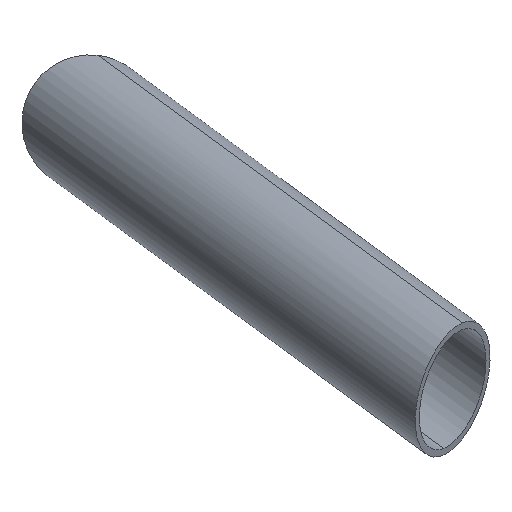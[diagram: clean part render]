
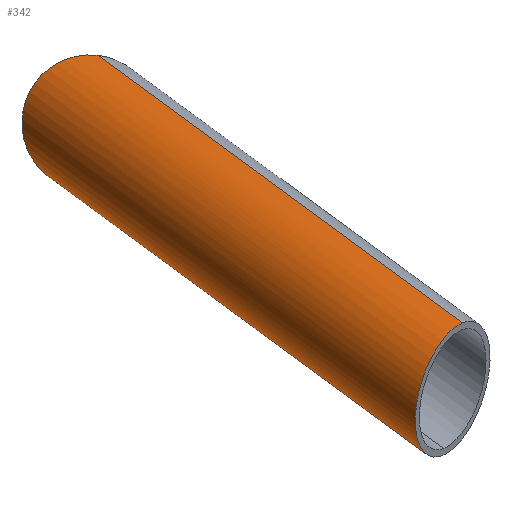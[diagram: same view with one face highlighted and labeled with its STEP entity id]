
A CAD part, front view. The second image highlights one B-rep face of the part: STEP entity #342.
In plain terms, the highlighted cylindrical face has radius 14 mm (diameter 28 mm), a partial arc.
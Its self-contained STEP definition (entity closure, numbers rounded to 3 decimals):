
#207=CARTESIAN_POINT('Vertex',(-1852.013,-297.027,-127.662)) ;
#209=CARTESIAN_POINT('Vertex',(-1847.987,-302.973,-100.338)) ;
#213=CARTESIAN_POINT('Control Point',(-1847.987,-302.973,-100.338)) ;
#214=CARTESIAN_POINT('Control Point',(-1848.766,-304.442,-100.659)) ;
#215=CARTESIAN_POINT('Control Point',(-1849.568,-305.86,-101.166)) ;
#216=CARTESIAN_POINT('Control Point',(-1850.377,-307.202,-101.847)) ;
#217=CARTESIAN_POINT('Control Point',(-1851.824,-309.442,-103.369)) ;
#218=CARTESIAN_POINT('Control Point',(-1853.207,-311.286,-105.387)) ;
#219=CARTESIAN_POINT('Control Point',(-1853.801,-312.015,-106.375)) ;
#220=CARTESIAN_POINT('Control Point',(-1854.779,-313.094,-108.23)) ;
#221=CARTESIAN_POINT('Control Point',(-1855.639,-313.811,-110.299)) ;
#222=CARTESIAN_POINT('Control Point',(-1855.976,-314.043,-111.204)) ;
#223=CARTESIAN_POINT('Control Point',(-1856.566,-314.341,-112.99)) ;
#224=CARTESIAN_POINT('Control Point',(-1857.029,-314.341,-114.836)) ;
#225=CARTESIAN_POINT('Control Point',(-1857.218,-314.269,-115.726)) ;
#226=CARTESIAN_POINT('Control Point',(-1857.535,-313.965,-117.564)) ;
#227=CARTESIAN_POINT('Control Point',(-1857.687,-313.347,-119.343)) ;
#228=CARTESIAN_POINT('Control Point',(-1857.719,-312.945,-120.235)) ;
#229=CARTESIAN_POINT('Control Point',(-1857.69,-311.979,-121.948)) ;
#230=CARTESIAN_POINT('Control Point',(-1857.475,-310.733,-123.456)) ;
#231=CARTESIAN_POINT('Control Point',(-1857.323,-310.045,-124.152)) ;
#232=CARTESIAN_POINT('Control Point',(-1856.922,-308.517,-125.451)) ;
#233=CARTESIAN_POINT('Control Point',(-1856.363,-306.817,-126.445)) ;
#234=CARTESIAN_POINT('Control Point',(-1856.036,-305.905,-126.873)) ;
#235=CARTESIAN_POINT('Control Point',(-1855.286,-303.945,-127.595)) ;
#236=CARTESIAN_POINT('Control Point',(-1854.418,-301.932,-127.951)) ;
#237=CARTESIAN_POINT('Control Point',(-1853.937,-300.876,-128.039)) ;
#238=CARTESIAN_POINT('Control Point',(-1853.264,-299.463,-128.031)) ;
#239=CARTESIAN_POINT('Control Point',(-1852.563,-298.08,-127.859)) ;
#240=CARTESIAN_POINT('Control Point',(-1852.381,-297.727,-127.804)) ;
#241=CARTESIAN_POINT('Control Point',(-1852.197,-297.376,-127.738)) ;
#242=CARTESIAN_POINT('Control Point',(-1852.013,-297.027,-127.662)) ;
#258=CARTESIAN_POINT('Line Origine',(-1890.355,-240.406,-99.518)) ;
#262=CARTESIAN_POINT('Vertex',(-1852.988,-295.588,-126.946)) ;
#265=CARTESIAN_POINT('Line Origine',(-1890.355,-240.406,-99.518)) ;
#269=CARTESIAN_POINT('Vertex',(-1926.426,-187.136,-73.04)) ;
#288=CARTESIAN_POINT('Vertex',(-1923.042,-192.134,-45.246)) ;
#291=CARTESIAN_POINT('Line Origine',(-1884.379,-249.229,-73.625)) ;
#295=CARTESIAN_POINT('Vertex',(-1921.746,-194.047,-46.197)) ;
#298=CARTESIAN_POINT('Line Origine',(-1884.379,-249.229,-73.625)) ;
#312=CARTESIAN_POINT('Axis2P3D Location',(-261174.766,382663.281,190238.165)) ;
#318=CARTESIAN_POINT('Control Point',(-1923.042,-192.134,-45.246)) ;
#319=CARTESIAN_POINT('Control Point',(-1925.347,-192.871,-44.965)) ;
#320=CARTESIAN_POINT('Control Point',(-1927.735,-193.53,-45.159)) ;
#321=CARTESIAN_POINT('Control Point',(-1930.09,-194.07,-45.865)) ;
#322=CARTESIAN_POINT('Control Point',(-1934.301,-194.794,-48.241)) ;
#323=CARTESIAN_POINT('Control Point',(-1937.21,-194.804,-52.158)) ;
#324=CARTESIAN_POINT('Control Point',(-1938.198,-194.622,-54.349)) ;
#325=CARTESIAN_POINT('Control Point',(-1939.176,-193.938,-58.854)) ;
#326=CARTESIAN_POINT('Control Point',(-1938.373,-192.748,-63.281)) ;
#327=CARTESIAN_POINT('Control Point',(-1937.571,-192.074,-65.315)) ;
#328=CARTESIAN_POINT('Control Point',(-1935.353,-190.667,-68.823)) ;
#329=CARTESIAN_POINT('Control Point',(-1932.076,-189.169,-71.305)) ;
#330=CARTESIAN_POINT('Control Point',(-1930.303,-188.453,-72.215)) ;
#331=CARTESIAN_POINT('Control Point',(-1928.394,-187.766,-72.801)) ;
#332=CARTESIAN_POINT('Control Point',(-1926.426,-187.136,-73.04)) ;
#259=DIRECTION('Vector Direction',(0.519,-0.766,-0.381)) ;
#266=DIRECTION('Vector Direction',(0.519,-0.766,-0.381)) ;
#292=DIRECTION('Vector Direction',(0.519,-0.766,-0.381)) ;
#299=DIRECTION('Vector Direction',(0.519,-0.766,-0.381)) ;
#313=DIRECTION('Axis2P3D Direction',(0.519,-0.766,-0.381)) ;
#314=DIRECTION('Axis2P3D XDirection',(0.213,-0.315,0.925)) ;
#315=AXIS2_PLACEMENT_3D('Cylinder Axis2P3D',#312,#313,#314) ;
#335=ORIENTED_EDGE('',*,*,#302,.F.) ;
#336=ORIENTED_EDGE('',*,*,#297,.T.) ;
#337=ORIENTED_EDGE('',*,*,#333,.T.) ;
#338=ORIENTED_EDGE('',*,*,#271,.T.) ;
#339=ORIENTED_EDGE('',*,*,#264,.T.) ;
#340=ORIENTED_EDGE('',*,*,#243,.F.) ;
#260=VECTOR('Line Direction',#259,1.) ;
#267=VECTOR('Line Direction',#266,1.) ;
#293=VECTOR('Line Direction',#292,1.) ;
#300=VECTOR('Line Direction',#299,1.) ;
#342=ADVANCED_FACE('Corps principal',(#341),#316,.T.) ;
#212=B_SPLINE_CURVE_WITH_KNOTS('',5,(#213,#214,#215,#216,#217,#218,#219,#220,#221,#222,#223,#224,#225,#226,#227,#228,#229,#230,#231,#232,#233,#234,#235,#236,#237,#238,#239,#240,#241,#242),.UNSPECIFIED.,.F.,.U.,(6,3,3,3,3,3,3,3,3,6),(0.,11.98,21.568,28.558,34.98,41.858,48.818,56.265,64.455,67.292),.UNSPECIFIED.) ;
#317=B_SPLINE_CURVE_WITH_KNOTS('',5,(#318,#319,#320,#321,#322,#323,#324,#325,#326,#327,#328,#329,#330,#331,#332),.UNSPECIFIED.,.F.,.U.,(6,3,3,3,6),(0.,17.229,33.695,49.503,64.214),.UNSPECIFIED.) ;
#316=CYLINDRICAL_SURFACE('generated cylinder',#315,14.) ;
#243=EDGE_CURVE('',#210,#208,#212,.T.) ;
#264=EDGE_CURVE('',#263,#208,#261,.T.) ;
#271=EDGE_CURVE('',#270,#263,#268,.T.) ;
#297=EDGE_CURVE('',#296,#289,#294,.F.) ;
#302=EDGE_CURVE('',#296,#210,#301,.T.) ;
#333=EDGE_CURVE('',#289,#270,#317,.T.) ;
#334=EDGE_LOOP('',(#335,#336,#337,#338,#339,#340)) ;
#341=FACE_OUTER_BOUND('',#334,.T.) ;
#261=LINE('Line',#258,#260) ;
#268=LINE('Line',#265,#267) ;
#294=LINE('Line',#291,#293) ;
#301=LINE('Line',#298,#300) ;
#208=VERTEX_POINT('',#207) ;
#210=VERTEX_POINT('',#209) ;
#263=VERTEX_POINT('',#262) ;
#270=VERTEX_POINT('',#269) ;
#289=VERTEX_POINT('',#288) ;
#296=VERTEX_POINT('',#295) ;
